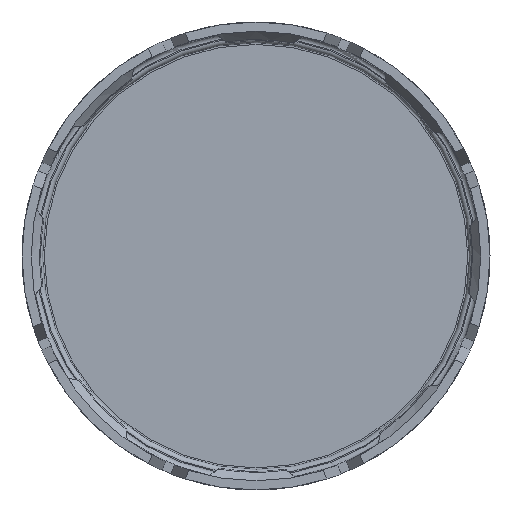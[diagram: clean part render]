
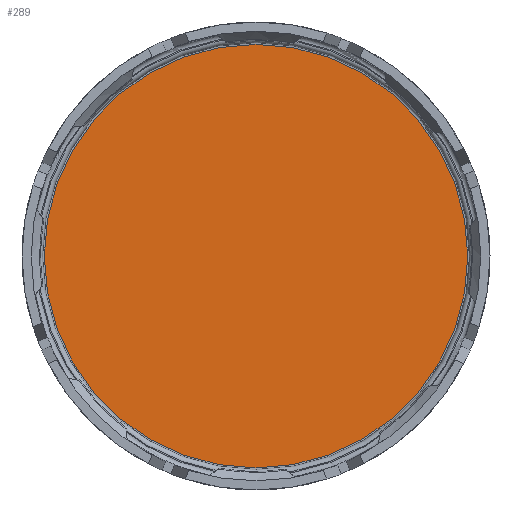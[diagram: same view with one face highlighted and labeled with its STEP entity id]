
A CAD part, top view. The second image highlights one B-rep face of the part: STEP entity #289.
In plain terms, the highlighted planar face has unit normal (0, 0, 1).
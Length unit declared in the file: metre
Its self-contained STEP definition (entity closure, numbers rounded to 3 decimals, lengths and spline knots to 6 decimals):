
#289 = ADVANCED_FACE( '', ( #627 ), #628, .F. );
#627 = FACE_OUTER_BOUND( '', #1014, .T. );
#628 = PLANE( '', #1015 );
#1014 = EDGE_LOOP( '', ( #1818 ) );
#1015 = AXIS2_PLACEMENT_3D( '', #1819, #1820, #1821 );
#1818 = ORIENTED_EDGE( '', *, *, #2665, .F. );
#1819 = CARTESIAN_POINT( '', ( 0., 0.030455, 0.002 ) );
#1820 = DIRECTION( '', ( 0., 0., -1. ) );
#1821 = DIRECTION( '', ( 0., 1., 0. ) );
#2665 = EDGE_CURVE( '', #3314, #3314, #3315, .T. );
#3314 = VERTEX_POINT( '', #4389 );
#3315 = CIRCLE( '', #4390, 0.043438 );
#4389 = CARTESIAN_POINT( '', ( 0., 0.043438, 0.002 ) );
#4390 = AXIS2_PLACEMENT_3D( '', #5120, #5121, #5122 );
#5120 = CARTESIAN_POINT( '', ( 0., 0., 0.002 ) );
#5121 = DIRECTION( '', ( 0., 0., -1. ) );
#5122 = DIRECTION( '', ( 0., 1., 0. ) );
